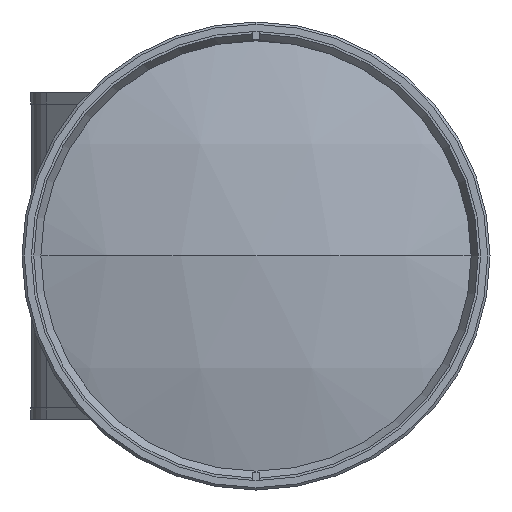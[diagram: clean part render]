
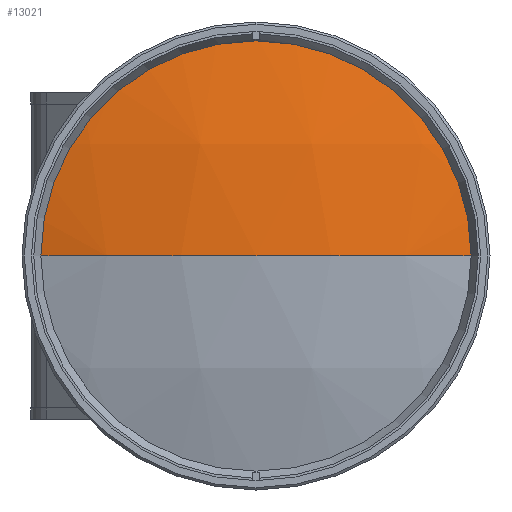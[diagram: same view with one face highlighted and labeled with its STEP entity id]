
A CAD part, left-side view. The second image highlights one B-rep face of the part: STEP entity #13021.
In plain terms, the highlighted spherical face has radius 166.5 mm.
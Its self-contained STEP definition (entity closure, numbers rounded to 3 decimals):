
#499 = CARTESIAN_POINT ( 'NONE',  ( -130.217, 0., 0. ) ) ;
#513 = EDGE_CURVE ( 'NONE', #4845, #13810, #9184, .T. ) ;
#2014 = DIRECTION ( 'NONE',  ( -1., 0., 0. ) ) ;
#2202 = AXIS2_PLACEMENT_3D ( 'NONE', #6409, #15378, #16929 ) ;
#2701 = CARTESIAN_POINT ( 'NONE',  ( -289.946, 47., 0. ) ) ;
#3501 = EDGE_LOOP ( 'NONE', ( #10117, #5804, #4132 ) ) ;
#3884 = CIRCLE ( 'NONE', #7211, 166.5 ) ;
#4132 = ORIENTED_EDGE ( 'NONE', *, *, #7908, .F. ) ;
#4545 = DIRECTION ( 'NONE',  ( 0., 0., -1. ) ) ;
#4845 = VERTEX_POINT ( 'NONE', #2701 ) ;
#5804 = ORIENTED_EDGE ( 'NONE', *, *, #513, .T. ) ;
#5865 = CIRCLE ( 'NONE', #8367, 47. ) ;
#6409 = CARTESIAN_POINT ( 'NONE',  ( -130.217, 0., 0. ) ) ;
#6722 = VERTEX_POINT ( 'NONE', #16827 ) ;
#7211 = AXIS2_PLACEMENT_3D ( 'NONE', #16283, #4545, #14606 ) ;
#7908 = EDGE_CURVE ( 'NONE', #6722, #13810, #3884, .T. ) ;
#8367 = AXIS2_PLACEMENT_3D ( 'NONE', #12005, #2014, #13676 ) ;
#8834 = AXIS2_PLACEMENT_3D ( 'NONE', #499, #18879, #8888 ) ;
#8888 = DIRECTION ( 'NONE',  ( 0., -1., 0. ) ) ;
#9184 = CIRCLE ( 'NONE', #2202, 166.5 ) ;
#10117 = ORIENTED_EDGE ( 'NONE', *, *, #11848, .T. ) ;
#11848 = EDGE_CURVE ( 'NONE', #6722, #4845, #5865, .T. ) ;
#12005 = CARTESIAN_POINT ( 'NONE',  ( -289.946, 0., 0. ) ) ;
#13021 = ADVANCED_FACE ( 'NONE', ( #14534 ), #21329, .T. ) ;
#13676 = DIRECTION ( 'NONE',  ( 0., 0., -1. ) ) ;
#13810 = VERTEX_POINT ( 'NONE', #21555 ) ;
#14534 = FACE_OUTER_BOUND ( 'NONE', #3501, .T. ) ;
#14606 = DIRECTION ( 'NONE',  ( -1., 0., 0. ) ) ;
#15378 = DIRECTION ( 'NONE',  ( 0., 0., 1. ) ) ;
#16283 = CARTESIAN_POINT ( 'NONE',  ( -130.217, 0., 0. ) ) ;
#16827 = CARTESIAN_POINT ( 'NONE',  ( -289.946, -47., 0. ) ) ;
#16929 = DIRECTION ( 'NONE',  ( 0., -1., 0. ) ) ;
#18879 = DIRECTION ( 'NONE',  ( 0., 0., 1. ) ) ;
#21329 = SPHERICAL_SURFACE ( 'NONE', #8834, 166.5 ) ;
#21555 = CARTESIAN_POINT ( 'NONE',  ( -296.717, 0., 0. ) ) ;
